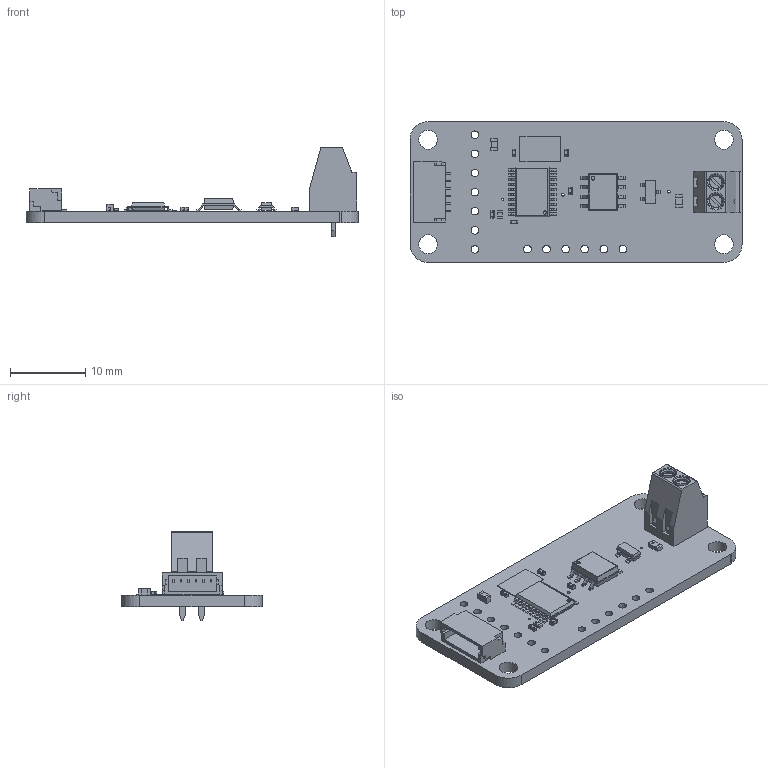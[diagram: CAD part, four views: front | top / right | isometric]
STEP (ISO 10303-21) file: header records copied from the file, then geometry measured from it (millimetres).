
FILE_DESCRIPTION(/* description */ (''),/* implementation_level */ '2;1');
FILE_NAME(/* name */ 'MCP2515 v2.step',/* time_stamp */ '2023-12-01T13:24:35+01:00',/* author */ (''),/* organization */ (''),/* preprocessor_version */ 'ST-DEVELOPER v20',/* originating_system */ 'Autodesk Translation Framework v12.14.0.127',/* authorisation */ '');
FILE_SCHEMA (('AUTOMOTIVE_DESIGN { 1 0 10303 214 3 1 1 }'));
Products named in the file (23): MCP2515; Board; Packages; C0402; Pin1; Pin2; CeramicBody; LASKKIT_20MM_SILKSCREEN; SPI_4MM_SILKSCREEN; USUP_4MM_SILKSCREEN; 1X06_1MM_RA; TERMINAL_2_54_2P; 2,5-PAD; SOIC127P600X175-8N; Body; PinsArrayLR; TSSOP20; Model; 5.0X3.2_2; SOT23; C0603; R0402; R0603
Assembly tree (29 placements, depth 4):
  MCP2515
    Board
    Packages
      C0402  x5
        Pin1
        Pin2
        CeramicBody
      LASKKIT_20MM_SILKSCREEN
      SPI_4MM_SILKSCREEN
      USUP_4MM_SILKSCREEN
      1X06_1MM_RA
      TERMINAL_2_54_2P
      2,5-PAD  x4
      SOIC127P600X175-8N
        Body
        PinsArrayLR
      TSSOP20
        Model
      5.0X3.2_2
      SOT23
      C0603
      R0402
      R0603
Bounding box: 44.17 x 18.72 x 11.9 mm (x, y, z)
Volume: 1574.6 mm3; surface area: 2761.9 mm2
Topology: 53 solids, 53 shells, 1566 faces, 3879 edges, 2460 vertices
Faces by surface type: plane 858, cylinder 362, bspline 268, sphere 72, torus 6
Full cylindrical faces by diameter (mm): 0.25 x2, 0.35 x4, 0.45 x1, 0.487 x1, 1.016 x13, 1.2 x2, 2 x2, 2.1 x4, 2.5 x4
Entity records: 48374 total; most frequent: CARTESIAN_POINT 18025, ORIENTED_EDGE 6230, DIRECTION 5459, EDGE_CURVE 3115, LINE 2211, VECTOR 2211, VERTEX_POINT 2012, AXIS2_PLACEMENT_3D 1624
